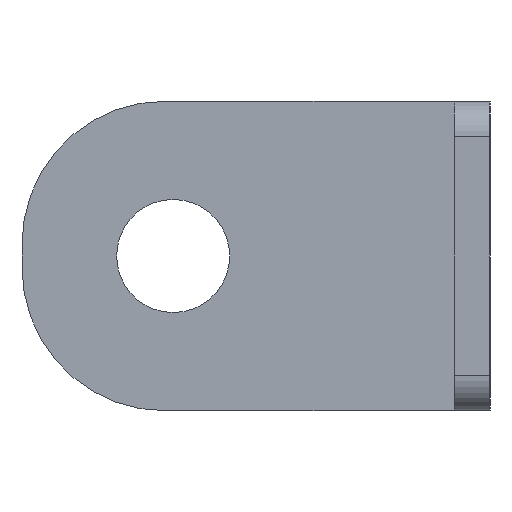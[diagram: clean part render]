
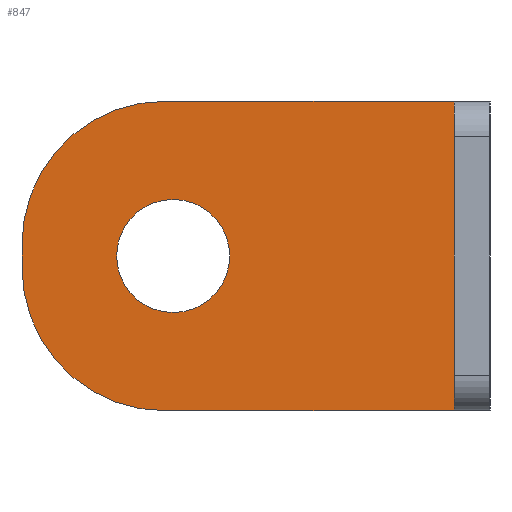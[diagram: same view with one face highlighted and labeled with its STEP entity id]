
A CAD part, left-side view. The second image highlights one B-rep face of the part: STEP entity #847.
In plain terms, the highlighted planar face has unit normal (-1, 0, 0).
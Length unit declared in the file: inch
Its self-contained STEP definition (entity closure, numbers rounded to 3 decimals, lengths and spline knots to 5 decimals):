
#18 = DIRECTION ( 'NONE',  ( -1., 0., 0. ) ) ;
#43 = CARTESIAN_POINT ( 'NONE',  ( 1.45669, 0.11811, 0. ) ) ;
#88 = EDGE_LOOP ( 'NONE', ( #608, #309 ) ) ;
#92 = LINE ( 'NONE', #471, #705 ) ;
#96 = EDGE_CURVE ( 'NONE', #782, #171, #330, .T. ) ;
#97 = EDGE_CURVE ( 'NONE', #399, #802, #370, .T. ) ;
#98 = VERTEX_POINT ( 'NONE', #774 ) ;
#107 = CIRCLE ( 'NONE', #152, 0.472 ) ;
#111 = PLANE ( 'NONE',  #494 ) ;
#114 = DIRECTION ( 'NONE',  ( 0., 0., 1. ) ) ;
#123 = VERTEX_POINT ( 'NONE', #632 ) ;
#124 = VECTOR ( 'NONE', #114, 39.37008 ) ;
#126 = ORIENTED_EDGE ( 'NONE', *, *, #559, .F. ) ;
#131 = DIRECTION ( 'NONE',  ( 0., 0., 1. ) ) ;
#132 = ORIENTED_EDGE ( 'NONE', *, *, #857, .T. ) ;
#152 = AXIS2_PLACEMENT_3D ( 'NONE', #725, #18, #604 ) ;
#153 = CARTESIAN_POINT ( 'NONE',  ( 1.45669, 0.11811, 1.02362 ) ) ;
#160 = VECTOR ( 'NONE', #781, 39.37008 ) ;
#168 = FACE_BOUND ( 'NONE', #88, .T. ) ;
#171 = VERTEX_POINT ( 'NONE', #289 ) ;
#178 = CARTESIAN_POINT ( 'NONE',  ( 1.45669, 1.54811, 1.02362 ) ) ;
#180 = VECTOR ( 'NONE', #131, 39.37008 ) ;
#190 = EDGE_CURVE ( 'NONE', #171, #782, #765, .T. ) ;
#220 = DIRECTION ( 'NONE',  ( 0., 0., -1. ) ) ;
#243 = DIRECTION ( 'NONE',  ( 1., 0., 0. ) ) ;
#270 = DIRECTION ( 'NONE',  ( -1., 0., 0. ) ) ;
#289 = CARTESIAN_POINT ( 'NONE',  ( 1.45669, 1.04811, 0.3248 ) ) ;
#302 = EDGE_CURVE ( 'NONE', #399, #123, #606, .T. ) ;
#309 = ORIENTED_EDGE ( 'NONE', *, *, #190, .F. ) ;
#330 = CIRCLE ( 'NONE', #416, 0.18701 ) ;
#345 = CARTESIAN_POINT ( 'NONE',  ( 1.45669, 1.54811, 0.472 ) ) ;
#370 = LINE ( 'NONE', #178, #160 ) ;
#385 = CARTESIAN_POINT ( 'NONE',  ( 1.45669, 1.54811, 0. ) ) ;
#399 = VERTEX_POINT ( 'NONE', #655 ) ;
#416 = AXIS2_PLACEMENT_3D ( 'NONE', #472, #627, #624 ) ;
#471 = CARTESIAN_POINT ( 'NONE',  ( 1.45669, 1.54811, 0. ) ) ;
#472 = CARTESIAN_POINT ( 'NONE',  ( 1.45669, 1.04811, 0.51181 ) ) ;
#475 = LINE ( 'NONE', #43, #124 ) ;
#494 = AXIS2_PLACEMENT_3D ( 'NONE', #385, #243, #838 ) ;
#554 = DIRECTION ( 'NONE',  ( 0., -1., 0. ) ) ;
#559 = EDGE_CURVE ( 'NONE', #620, #123, #689, .T. ) ;
#604 = DIRECTION ( 'NONE',  ( 0., 0., -1. ) ) ;
#606 = CIRCLE ( 'NONE', #933, 0.472 ) ;
#608 = ORIENTED_EDGE ( 'NONE', *, *, #96, .F. ) ;
#618 = ORIENTED_EDGE ( 'NONE', *, *, #858, .T. ) ;
#620 = VERTEX_POINT ( 'NONE', #345 ) ;
#624 = DIRECTION ( 'NONE',  ( 0., 0., 1. ) ) ;
#627 = DIRECTION ( 'NONE',  ( -1., 0., 0. ) ) ;
#632 = CARTESIAN_POINT ( 'NONE',  ( 1.45669, 1.54811, 0.55162 ) ) ;
#646 = VERTEX_POINT ( 'NONE', #937 ) ;
#655 = CARTESIAN_POINT ( 'NONE',  ( 1.45669, 1.07611, 1.02362 ) ) ;
#678 = DIRECTION ( 'NONE',  ( -1., 0., 0. ) ) ;
#689 = LINE ( 'NONE', #876, #180 ) ;
#696 = EDGE_CURVE ( 'NONE', #620, #646, #107, .T. ) ;
#705 = VECTOR ( 'NONE', #554, 39.37008 ) ;
#725 = CARTESIAN_POINT ( 'NONE',  ( 1.45669, 1.07611, 0.472 ) ) ;
#728 = EDGE_LOOP ( 'NONE', ( #902, #927, #126, #742, #618, #132 ) ) ;
#729 = CARTESIAN_POINT ( 'NONE',  ( 1.45669, 1.07611, 0.55162 ) ) ;
#742 = ORIENTED_EDGE ( 'NONE', *, *, #696, .T. ) ;
#743 = CARTESIAN_POINT ( 'NONE',  ( 1.45669, 1.04811, 0.51181 ) ) ;
#756 = FACE_OUTER_BOUND ( 'NONE', #728, .T. ) ;
#765 = CIRCLE ( 'NONE', #952, 0.18701 ) ;
#774 = CARTESIAN_POINT ( 'NONE',  ( 1.45669, 0.11811, 0. ) ) ;
#781 = DIRECTION ( 'NONE',  ( 0., -1., 0. ) ) ;
#782 = VERTEX_POINT ( 'NONE', #946 ) ;
#802 = VERTEX_POINT ( 'NONE', #153 ) ;
#824 = DIRECTION ( 'NONE',  ( 0., 0., 1. ) ) ;
#838 = DIRECTION ( 'NONE',  ( 0., 0., -1. ) ) ;
#847 = ADVANCED_FACE ( 'NONE', ( #168, #756 ), #111, .F. ) ;
#857 = EDGE_CURVE ( 'NONE', #98, #802, #475, .T. ) ;
#858 = EDGE_CURVE ( 'NONE', #646, #98, #92, .T. ) ;
#876 = CARTESIAN_POINT ( 'NONE',  ( 1.45669, 1.54811, 0. ) ) ;
#902 = ORIENTED_EDGE ( 'NONE', *, *, #97, .F. ) ;
#927 = ORIENTED_EDGE ( 'NONE', *, *, #302, .T. ) ;
#933 = AXIS2_PLACEMENT_3D ( 'NONE', #729, #270, #220 ) ;
#937 = CARTESIAN_POINT ( 'NONE',  ( 1.45669, 1.07611, 0. ) ) ;
#946 = CARTESIAN_POINT ( 'NONE',  ( 1.45669, 1.04811, 0.69882 ) ) ;
#952 = AXIS2_PLACEMENT_3D ( 'NONE', #743, #678, #824 ) ;
